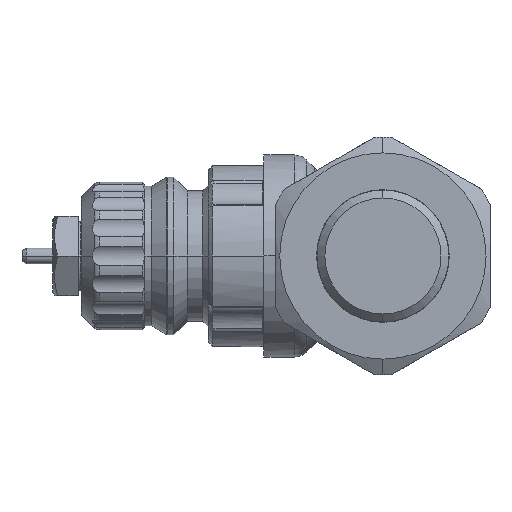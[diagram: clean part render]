
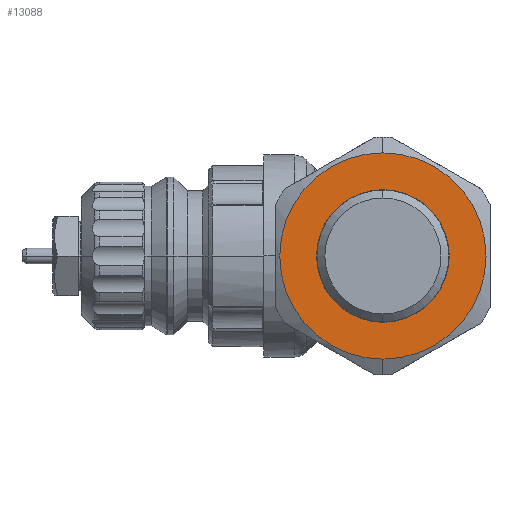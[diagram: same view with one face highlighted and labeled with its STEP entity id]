
A CAD part, left-side view. The second image highlights one B-rep face of the part: STEP entity #13088.
In plain terms, the highlighted planar face has unit normal (-1, 0, 0).
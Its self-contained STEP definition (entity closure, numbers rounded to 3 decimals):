
#3613=CARTESIAN_POINT('',(-29.6,0.,0.));
#3614=DIRECTION('',(-1.,0.,0.));
#3615=DIRECTION('',(0.,0.,1.));
#3616=AXIS2_PLACEMENT_3D('',#3613,#3614,#3615);
#3618=CARTESIAN_POINT('',(-29.6,0.,0.));
#3619=DIRECTION('',(-1.,0.,0.));
#3620=DIRECTION('',(0.,0.,-1.));
#3621=AXIS2_PLACEMENT_3D('',#3618,#3619,#3620);
#3689=CARTESIAN_POINT('',(-29.6,0.,0.));
#3690=DIRECTION('',(1.,0.,0.));
#3691=DIRECTION('',(0.,-1.,0.));
#3692=AXIS2_PLACEMENT_3D('',#3689,#3690,#3691);
#3694=CARTESIAN_POINT('',(-29.6,0.,0.));
#3695=DIRECTION('',(1.,0.,0.));
#3696=DIRECTION('',(0.,1.,0.));
#3697=AXIS2_PLACEMENT_3D('',#3694,#3695,#3696);
#8327=CARTESIAN_POINT('',(-29.6,0.,13.));
#8328=CARTESIAN_POINT('',(-29.6,0.,-13.));
#8329=VERTEX_POINT('',#8327);
#8330=VERTEX_POINT('',#8328);
#8385=CARTESIAN_POINT('',(-29.6,-8.25,0.));
#8386=CARTESIAN_POINT('',(-29.6,8.25,0.));
#8387=VERTEX_POINT('',#8385);
#8388=VERTEX_POINT('',#8386);
#13072=CARTESIAN_POINT('',(-29.6,0.,0.));
#13073=DIRECTION('',(1.,0.,0.));
#13074=DIRECTION('',(0.,1.,0.));
#13075=AXIS2_PLACEMENT_3D('',#13072,#13073,#13074);
#13076=PLANE('',#13075);
#13078=ORIENTED_EDGE('',*,*,#13077,.F.);
#13079=ORIENTED_EDGE('',*,*,#13055,.F.);
#13080=EDGE_LOOP('',(#13078,#13079));
#13081=FACE_OUTER_BOUND('',#13080,.F.);
#13083=ORIENTED_EDGE('',*,*,#13082,.F.);
#13085=ORIENTED_EDGE('',*,*,#13084,.F.);
#13086=EDGE_LOOP('',(#13083,#13085));
#13087=FACE_BOUND('',#13086,.F.);
#3617=CIRCLE('',#3616,13.);
#3622=CIRCLE('',#3621,13.);
#3693=CIRCLE('',#3692,8.25);
#3698=CIRCLE('',#3697,8.25);
#13055=EDGE_CURVE('',#8330,#8329,#3622,.T.);
#13077=EDGE_CURVE('',#8329,#8330,#3617,.T.);
#13082=EDGE_CURVE('',#8387,#8388,#3693,.T.);
#13084=EDGE_CURVE('',#8388,#8387,#3698,.T.);
#13088=ADVANCED_FACE('',(#13081,#13087),#13076,.F.);
